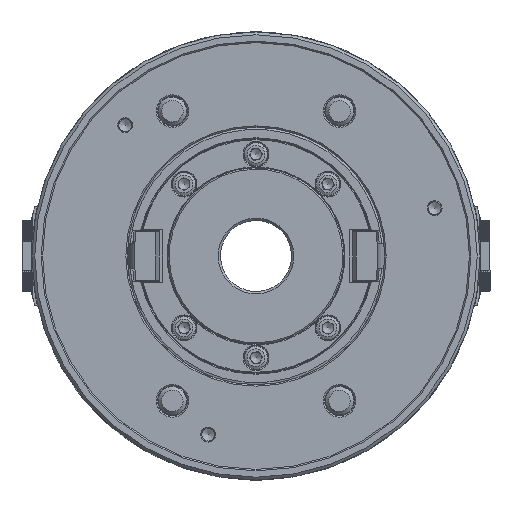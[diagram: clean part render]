
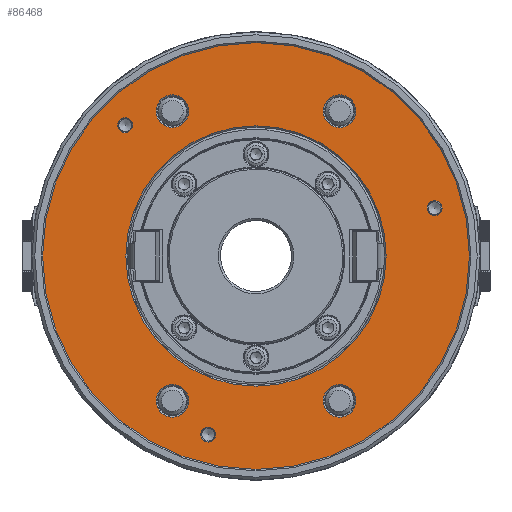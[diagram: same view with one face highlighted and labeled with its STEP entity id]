
A CAD part, left-side view. The second image highlights one B-rep face of the part: STEP entity #86468.
In plain terms, the highlighted planar face has unit normal (-1, 0, 0).
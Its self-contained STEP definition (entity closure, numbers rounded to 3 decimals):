
#827=PLANE('',#89632);
#20851=ORIENTED_EDGE('',*,*,#40782,.F.);
#20852=ORIENTED_EDGE('',*,*,#40783,.F.);
#20853=ORIENTED_EDGE('',*,*,#40784,.F.);
#20854=ORIENTED_EDGE('',*,*,#40785,.T.);
#20855=ORIENTED_EDGE('',*,*,#40786,.T.);
#20856=ORIENTED_EDGE('',*,*,#40787,.F.);
#20857=ORIENTED_EDGE('',*,*,#40788,.F.);
#20858=ORIENTED_EDGE('',*,*,#40789,.F.);
#20859=ORIENTED_EDGE('',*,*,#40790,.T.);
#40782=EDGE_CURVE('',#50742,#50742,#56959,.T.);
#40783=EDGE_CURVE('',#50743,#50743,#56960,.T.);
#40784=EDGE_CURVE('',#50744,#50744,#56961,.T.);
#40785=EDGE_CURVE('',#50745,#50745,#56962,.T.);
#40786=EDGE_CURVE('',#50746,#50746,#56963,.T.);
#40787=EDGE_CURVE('',#50747,#50747,#56964,.T.);
#40788=EDGE_CURVE('',#50748,#50748,#56965,.T.);
#40789=EDGE_CURVE('',#50749,#50749,#56966,.T.);
#40790=EDGE_CURVE('',#50750,#50750,#56967,.T.);
#50742=VERTEX_POINT('',#110751);
#50743=VERTEX_POINT('',#110753);
#50744=VERTEX_POINT('',#110755);
#50745=VERTEX_POINT('',#110757);
#50746=VERTEX_POINT('',#110759);
#50747=VERTEX_POINT('',#110761);
#50748=VERTEX_POINT('',#110763);
#50749=VERTEX_POINT('',#110765);
#50750=VERTEX_POINT('',#110767);
#56959=CIRCLE('',#89633,5.188);
#56960=CIRCLE('',#89634,5.188);
#56961=CIRCLE('',#89635,5.188);
#56962=CIRCLE('',#89636,91.5);
#56963=CIRCLE('',#89637,11.5);
#56964=CIRCLE('',#89638,150.);
#56965=CIRCLE('',#89639,11.5);
#56966=CIRCLE('',#89640,11.5);
#56967=CIRCLE('',#89641,11.5);
#57788=EDGE_LOOP('',(#20851));
#57789=EDGE_LOOP('',(#20852));
#57790=EDGE_LOOP('',(#20853));
#57791=EDGE_LOOP('',(#20854));
#57792=EDGE_LOOP('',(#20855));
#57793=EDGE_LOOP('',(#20856));
#57794=EDGE_LOOP('',(#20857));
#57795=EDGE_LOOP('',(#20858));
#57796=EDGE_LOOP('',(#20859));
#61314=FACE_BOUND('',#57788,.T.);
#61315=FACE_BOUND('',#57789,.T.);
#61316=FACE_BOUND('',#57790,.T.);
#61317=FACE_BOUND('',#57791,.T.);
#61318=FACE_BOUND('',#57792,.T.);
#61319=FACE_BOUND('',#57793,.T.);
#61320=FACE_BOUND('',#57794,.T.);
#61321=FACE_BOUND('',#57795,.T.);
#61322=FACE_BOUND('',#57796,.T.);
#86468=ADVANCED_FACE('',(#61314,#61315,#61316,#61317,#61318,#61319,#61320,
#61321,#61322),#827,.T.);
#89632=AXIS2_PLACEMENT_3D('',#110749,#93918,#93919);
#89633=AXIS2_PLACEMENT_3D('',#110750,#93920,#93921);
#89634=AXIS2_PLACEMENT_3D('',#110752,#93922,#93923);
#89635=AXIS2_PLACEMENT_3D('',#110754,#93924,#93925);
#89636=AXIS2_PLACEMENT_3D('',#110756,#93926,#93927);
#89637=AXIS2_PLACEMENT_3D('',#110758,#93928,#93929);
#89638=AXIS2_PLACEMENT_3D('',#110760,#93930,#93931);
#89639=AXIS2_PLACEMENT_3D('',#110762,#93932,#93933);
#89640=AXIS2_PLACEMENT_3D('',#110764,#93934,#93935);
#89641=AXIS2_PLACEMENT_3D('',#110766,#93936,#93937);
#93918=DIRECTION('',(-1.,0.,0.));
#93919=DIRECTION('',(0.,0.,1.));
#93920=DIRECTION('',(-1.,0.,0.));
#93921=DIRECTION('',(0.,0.,1.));
#93922=DIRECTION('',(-1.,0.,0.));
#93923=DIRECTION('',(0.,0.,1.));
#93924=DIRECTION('',(-1.,0.,0.));
#93925=DIRECTION('',(0.,0.,1.));
#93926=DIRECTION('',(1.,0.,0.));
#93927=DIRECTION('',(0.,0.,-1.));
#93928=DIRECTION('',(1.,0.,0.));
#93929=DIRECTION('',(0.,0.,-1.));
#93930=DIRECTION('',(1.,0.,0.));
#93931=DIRECTION('',(0.,0.,-1.));
#93932=DIRECTION('',(-1.,0.,0.));
#93933=DIRECTION('',(0.,0.,-1.));
#93934=DIRECTION('',(-1.,0.,0.));
#93935=DIRECTION('',(0.,0.,1.));
#93936=DIRECTION('',(1.,0.,0.));
#93937=DIRECTION('',(0.,0.,1.));
#110749=CARTESIAN_POINT('',(-102.,0.,-143.));
#110750=CARTESIAN_POINT('',(-102.,91.924,91.924));
#110751=CARTESIAN_POINT('',(-102.,91.924,97.112));
#110752=CARTESIAN_POINT('',(-102.,-125.57,33.646));
#110753=CARTESIAN_POINT('',(-102.,-125.57,38.834));
#110754=CARTESIAN_POINT('',(-102.,33.646,-125.57));
#110755=CARTESIAN_POINT('',(-102.,33.646,-120.382));
#110756=CARTESIAN_POINT('',(-102.,0.,0.));
#110757=CARTESIAN_POINT('',(-102.,0.,-91.5));
#110758=CARTESIAN_POINT('',(-102.,58.75,-101.758));
#110759=CARTESIAN_POINT('',(-102.,58.75,-113.258));
#110760=CARTESIAN_POINT('',(-102.,0.,0.));
#110761=CARTESIAN_POINT('',(-102.,0.,-150.));
#110762=CARTESIAN_POINT('',(-102.,-58.75,-101.758));
#110763=CARTESIAN_POINT('',(-102.,-58.75,-113.258));
#110764=CARTESIAN_POINT('',(-102.,58.75,101.758));
#110765=CARTESIAN_POINT('',(-102.,58.75,113.258));
#110766=CARTESIAN_POINT('',(-102.,-58.75,101.758));
#110767=CARTESIAN_POINT('',(-102.,-58.75,113.258));
